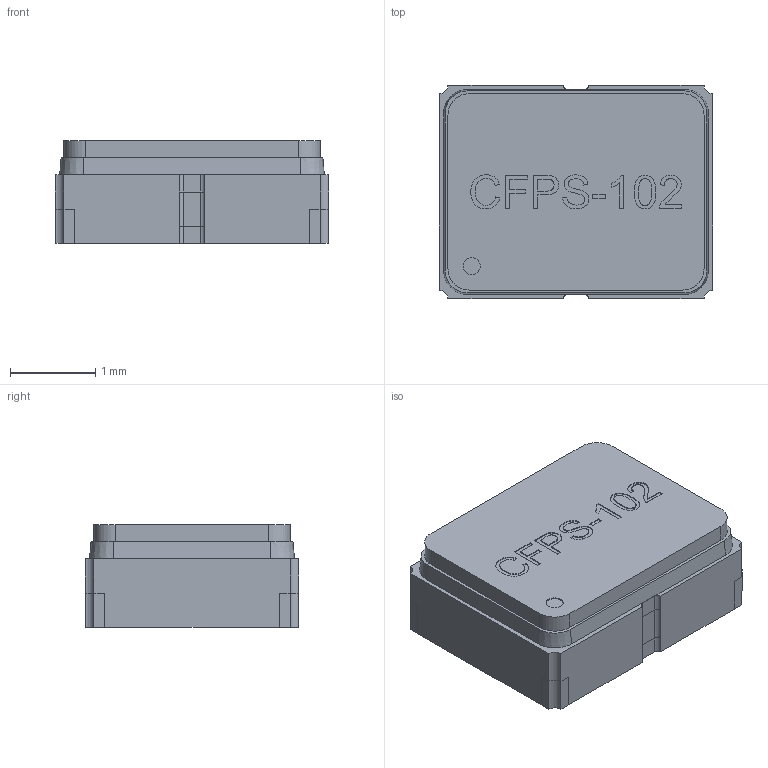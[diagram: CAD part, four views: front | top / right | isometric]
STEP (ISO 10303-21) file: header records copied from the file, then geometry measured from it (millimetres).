
FILE_DESCRIPTION(/* description */ ('Unknown'),/* implementation_level */ '2;1');
FILE_NAME(/* name */ 'CFPS-102',/* time_stamp */ '2020-09-28T15:28:31+01:00',/* author */ ('Unknown'),/* organization */ ('Unknown'),/* preprocessor_version */ 'ST-DEVELOPER v16.7',/* originating_system */ 'DEX',/* authorisation */ $);
FILE_SCHEMA (('AUTOMOTIVE_DESIGN {1 0 10303 214 3 1 1}'));
Length unit declared in the file: millimetre
Products named in the file (4): CFPS-102; Body; Pins; Cover
Assembly tree (3 placements, depth 2):
  CFPS-102
    Body
    Pins
    Cover
Bounding box: 3.2 x 2.5 x 1.2 mm (x, y, z)
Volume: 9.2 mm3; surface area: 59.8 mm2
Topology: 8 solids, 8 shells, 198 faces, 502 edges, 332 vertices
Faces by surface type: plane 141, cylinder 41, bspline 12, cone 4
Full cylindrical faces by diameter (mm): 0.2 x1
Entity records: 7769 total; most frequent: CARTESIAN_POINT 1941, ORIENTED_EDGE 998, DIRECTION 883, EDGE_CURVE 499, VERTEX_POINT 332, LINE 323, VECTOR 323, AXIS2_PLACEMENT_3D 280
